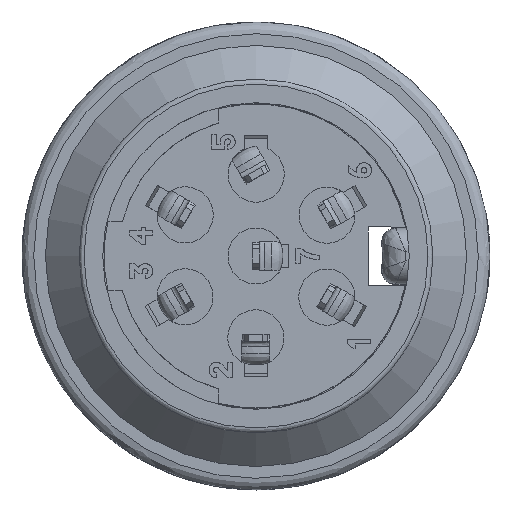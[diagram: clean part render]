
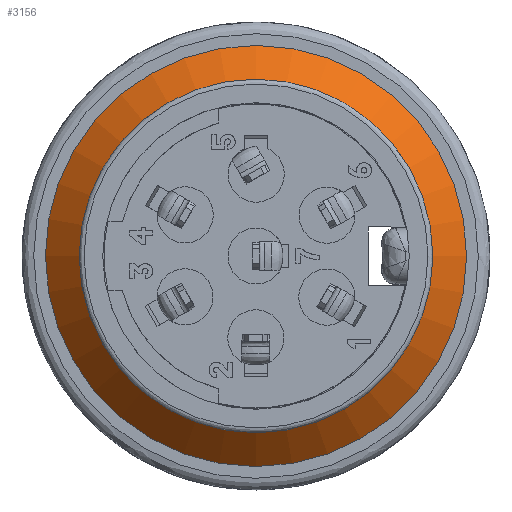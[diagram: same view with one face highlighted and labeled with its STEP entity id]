
A CAD part, left-side view. The second image highlights one B-rep face of the part: STEP entity #3156.
In plain terms, the highlighted conical face has half-angle 45 degrees and reference radius 7.55 mm.
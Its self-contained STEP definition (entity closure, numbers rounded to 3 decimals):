
#1403=CONICAL_SURFACE('',#9489,7.55,45.);
#1441=FACE_BOUND('',#4089,.T.);
#1442=FACE_BOUND('',#4090,.T.);
#3156=ADVANCED_FACE('',(#1441,#1442),#1403,.T.);
#4089=EDGE_LOOP('',(#4968));
#4090=EDGE_LOOP('',(#4969));
#4594=CIRCLE('',#9486,7.55);
#4595=CIRCLE('',#9488,9.);
#4968=ORIENTED_EDGE('',*,*,#8044,.T.);
#4969=ORIENTED_EDGE('',*,*,#8045,.F.);
#7237=VERTEX_POINT('',#13466);
#7238=VERTEX_POINT('',#13469);
#8044=EDGE_CURVE('',#7237,#7237,#4594,.T.);
#8045=EDGE_CURVE('',#7238,#7238,#4595,.T.);
#9486=AXIS2_PLACEMENT_3D('',#13465,#10082,#10083);
#9488=AXIS2_PLACEMENT_3D('',#13468,#10086,#10087);
#9489=AXIS2_PLACEMENT_3D('',#13470,#10088,#10089);
#10082=DIRECTION('',(1.,0.,0.));
#10083=DIRECTION('',(0.,-1.,-0.002));
#10086=DIRECTION('',(1.,0.,0.));
#10087=DIRECTION('',(0.,-1.,-0.002));
#10088=DIRECTION('',(1.,0.,0.));
#10089=DIRECTION('',(0.,-1.,-0.002));
#13465=CARTESIAN_POINT('',(-3.45,0.,0.));
#13466=CARTESIAN_POINT('',(-3.45,-7.55,-0.014));
#13468=CARTESIAN_POINT('',(-2.,0.,0.));
#13469=CARTESIAN_POINT('',(-2.,-9.,-0.017));
#13470=CARTESIAN_POINT('',(-3.45,0.,0.));
